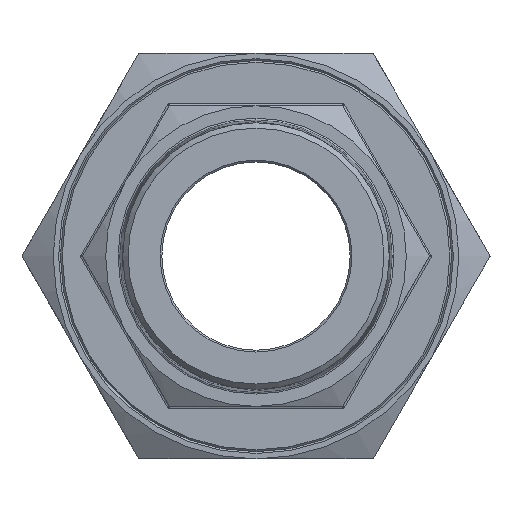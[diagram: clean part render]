
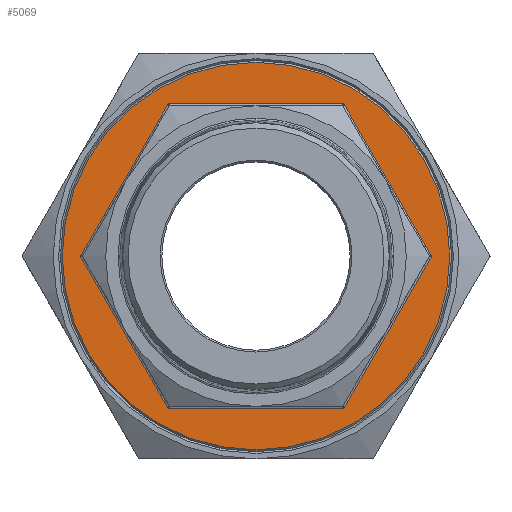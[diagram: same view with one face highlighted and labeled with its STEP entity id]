
A CAD part, left-side view. The second image highlights one B-rep face of the part: STEP entity #5069.
In plain terms, the highlighted planar face has unit normal (-1, 0, 0).
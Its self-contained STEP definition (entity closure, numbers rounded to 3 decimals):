
#1040 = VERTEX_POINT ( 'NONE', #10225 ) ;
#1047 = VERTEX_POINT ( 'NONE', #10228 ) ;
#1049 = VERTEX_POINT ( 'NONE', #10230 ) ;
#1050 = VERTEX_POINT ( 'NONE', #10231 ) ;
#1068 = VERTEX_POINT ( 'NONE', #10264 ) ;
#1070 = VERTEX_POINT ( 'NONE', #10284 ) ;
#1375 = ORIENTED_EDGE ( 'NONE', *, *, #9340, .F. ) ;
#1423 = ORIENTED_EDGE ( 'NONE', *, *, #9386, .F. ) ;
#1436 = ORIENTED_EDGE ( 'NONE', *, *, #6019, .F. ) ;
#1437 = ORIENTED_EDGE ( 'NONE', *, *, #9365, .F. ) ;
#1448 = ORIENTED_EDGE ( 'NONE', *, *, #6021, .F. ) ;
#1466 = ORIENTED_EDGE ( 'NONE', *, *, #9372, .F. ) ;
#1476 = ORIENTED_EDGE ( 'NONE', *, *, #9411, .T. ) ;
#2117 = AXIS2_PLACEMENT_3D ( 'NONE', #2597, #2584, #2589 ) ;
#2579 = PLANE ( 'NONE',  #2117 ) ;
#2583 = FACE_BOUND ( 'NONE', #10784, .T. ) ;
#2584 = DIRECTION ( 'NONE',  ( -1., 0., 0. ) ) ;
#2589 = DIRECTION ( 'NONE',  ( 0., -1., 0. ) ) ;
#2596 = FACE_OUTER_BOUND ( 'NONE', #10751, .T. ) ;
#2597 = CARTESIAN_POINT ( 'NONE',  ( -14.6, 0., 0. ) ) ;
#4524 = VECTOR ( 'NONE', #5978, 1000. ) ;
#4556 = VECTOR ( 'NONE', #5924, 1000. ) ;
#4636 = VECTOR ( 'NONE', #6631, 1000. ) ;
#4650 = VECTOR ( 'NONE', #6533, 1000. ) ;
#4651 = VECTOR ( 'NONE', #6608, 1000. ) ;
#4670 = VECTOR ( 'NONE', #6456, 1000. ) ;
#4689 = CIRCLE ( 'NONE', #4714, 53.5 ) ;
#4714 = AXIS2_PLACEMENT_3D ( 'NONE', #5285, #5329, #5289 ) ;
#5069 = ADVANCED_FACE ( 'NONE', ( #2596, #2583 ), #2579, .T. ) ;
#5285 = CARTESIAN_POINT ( 'NONE',  ( -14.6, 0., 0. ) ) ;
#5289 = DIRECTION ( 'NONE',  ( 0., 0., 1. ) ) ;
#5329 = DIRECTION ( 'NONE',  ( -1., 0., 0. ) ) ;
#5924 = DIRECTION ( 'NONE',  ( 0., -0.5, -0.866 ) ) ;
#5926 = LINE ( 'NONE', #5972, #4524 ) ;
#5972 = CARTESIAN_POINT ( 'NONE',  ( -14.6, 11.98, -42. ) ) ;
#5976 = LINE ( 'NONE', #5980, #4556 ) ;
#5978 = DIRECTION ( 'NONE',  ( 0., -1., 0. ) ) ;
#5980 = CARTESIAN_POINT ( 'NONE',  ( -14.6, 42.363, -10.625 ) ) ;
#6019 = EDGE_CURVE ( 'NONE', #1049, #1040, #5926, .T. ) ;
#6021 = EDGE_CURVE ( 'NONE', #1047, #1049, #5976, .T. ) ;
#6433 = CARTESIAN_POINT ( 'NONE',  ( -14.6, -30.383, -31.375 ) ) ;
#6451 = LINE ( 'NONE', #6433, #4670 ) ;
#6456 = DIRECTION ( 'NONE',  ( 0., -0.5, 0.866 ) ) ;
#6528 = LINE ( 'NONE', #6538, #4650 ) ;
#6532 = CARTESIAN_POINT ( 'NONE',  ( -14.6, -42.363, 10.625 ) ) ;
#6533 = DIRECTION ( 'NONE',  ( 0., 0.5, -0.866 ) ) ;
#6538 = CARTESIAN_POINT ( 'NONE',  ( -14.6, 30.383, 31.375 ) ) ;
#6562 = LINE ( 'NONE', #6532, #4651 ) ;
#6608 = DIRECTION ( 'NONE',  ( 0., 0.5, 0.866 ) ) ;
#6618 = CARTESIAN_POINT ( 'NONE',  ( -14.6, -11.98, 42. ) ) ;
#6622 = LINE ( 'NONE', #6618, #4636 ) ;
#6631 = DIRECTION ( 'NONE',  ( 0., 1., 0. ) ) ;
#9340 = EDGE_CURVE ( 'NONE', #1040, #1050, #6451, .T. ) ;
#9365 = EDGE_CURVE ( 'NONE', #1070, #1047, #6528, .T. ) ;
#9372 = EDGE_CURVE ( 'NONE', #1050, #1068, #6562, .T. ) ;
#9386 = EDGE_CURVE ( 'NONE', #1068, #1070, #6622, .T. ) ;
#9411 = EDGE_CURVE ( 'NONE', #11530, #11530, #4689, .T. ) ;
#10225 = CARTESIAN_POINT ( 'NONE',  ( -14.6, -24.249, -42. ) ) ;
#10228 = CARTESIAN_POINT ( 'NONE',  ( -14.6, 48.497, 0. ) ) ;
#10230 = CARTESIAN_POINT ( 'NONE',  ( -14.6, 24.249, -42. ) ) ;
#10231 = CARTESIAN_POINT ( 'NONE',  ( -14.6, -48.497, 0. ) ) ;
#10264 = CARTESIAN_POINT ( 'NONE',  ( -14.6, -24.249, 42. ) ) ;
#10284 = CARTESIAN_POINT ( 'NONE',  ( -14.6, 24.249, 42. ) ) ;
#10751 = EDGE_LOOP ( 'NONE', ( #1476 ) ) ;
#10784 = EDGE_LOOP ( 'NONE', ( #1448, #1437, #1423, #1466, #1375, #1436 ) ) ;
#11530 = VERTEX_POINT ( 'NONE', #11532 ) ;
#11532 = CARTESIAN_POINT ( 'NONE',  ( -14.6, 0., 53.5 ) ) ;
